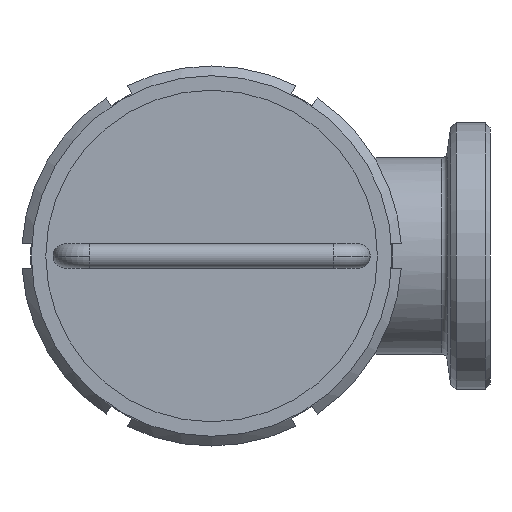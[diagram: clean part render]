
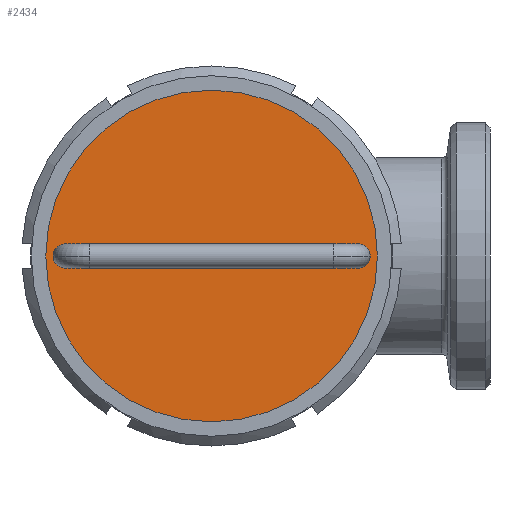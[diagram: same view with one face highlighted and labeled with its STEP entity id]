
A CAD part, left-side view. The second image highlights one B-rep face of the part: STEP entity #2434.
In plain terms, the highlighted planar face has unit normal (-1, 0, 0).
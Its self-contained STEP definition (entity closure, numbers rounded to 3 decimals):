
#179 = DIRECTION ( 'NONE',  ( 0., 1., 0. ) ) ;
#238 = DIRECTION ( 'NONE',  ( 0., 1., 0. ) ) ;
#281 = CIRCLE ( 'NONE', #2592, 5. ) ;
#406 = VERTEX_POINT ( 'NONE', #1729 ) ;
#431 = FACE_OUTER_BOUND ( 'NONE', #3269, .T. ) ;
#451 = DIRECTION ( 'NONE',  ( 1., 0., 0. ) ) ;
#473 = EDGE_CURVE ( 'NONE', #684, #406, #494, .T. ) ;
#494 = CIRCLE ( 'NONE', #916, 5. ) ;
#684 = VERTEX_POINT ( 'NONE', #1145 ) ;
#782 = EDGE_CURVE ( 'NONE', #1466, #1269, #1031, .T. ) ;
#916 = AXIS2_PLACEMENT_3D ( 'NONE', #3049, #2553, #1199 ) ;
#928 = FACE_BOUND ( 'NONE', #2892, .T. ) ;
#1004 = EDGE_CURVE ( 'NONE', #1269, #1466, #1185, .T. ) ;
#1031 = CIRCLE ( 'NONE', #2165, 68.5 ) ;
#1127 = EDGE_CURVE ( 'NONE', #2372, #1920, #1253, .T. ) ;
#1140 = DIRECTION ( 'NONE',  ( -1., 0., 0. ) ) ;
#1145 = CARTESIAN_POINT ( 'NONE',  ( -378.4, 60.5, -5. ) ) ;
#1170 = CARTESIAN_POINT ( 'NONE',  ( -378.4, 68.5, 0. ) ) ;
#1185 = CIRCLE ( 'NONE', #1621, 68.5 ) ;
#1199 = DIRECTION ( 'NONE',  ( 0., 1., 0. ) ) ;
#1211 = AXIS2_PLACEMENT_3D ( 'NONE', #2486, #451, #179 ) ;
#1228 = ORIENTED_EDGE ( 'NONE', *, *, #1127, .F. ) ;
#1253 = CIRCLE ( 'NONE', #2067, 5. ) ;
#1269 = VERTEX_POINT ( 'NONE', #1170 ) ;
#1271 = CARTESIAN_POINT ( 'NONE',  ( -378.4, 60.5, 0. ) ) ;
#1326 = DIRECTION ( 'NONE',  ( -1., 0., 0. ) ) ;
#1458 = PLANE ( 'NONE',  #1211 ) ;
#1466 = VERTEX_POINT ( 'NONE', #3051 ) ;
#1588 = EDGE_CURVE ( 'NONE', #406, #684, #281, .T. ) ;
#1614 = CARTESIAN_POINT ( 'NONE',  ( -378.4, -60.5, 0. ) ) ;
#1615 = EDGE_LOOP ( 'NONE', ( #1646, #2227 ) ) ;
#1621 = AXIS2_PLACEMENT_3D ( 'NONE', #3339, #2378, #2702 ) ;
#1646 = ORIENTED_EDGE ( 'NONE', *, *, #473, .F. ) ;
#1668 = ORIENTED_EDGE ( 'NONE', *, *, #2187, .F. ) ;
#1729 = CARTESIAN_POINT ( 'NONE',  ( -378.4, 60.5, 5. ) ) ;
#1864 = AXIS2_PLACEMENT_3D ( 'NONE', #2542, #1326, #238 ) ;
#1879 = DIRECTION ( 'NONE',  ( -1., 0., 0. ) ) ;
#1920 = VERTEX_POINT ( 'NONE', #2128 ) ;
#2067 = AXIS2_PLACEMENT_3D ( 'NONE', #1614, #1140, #2176 ) ;
#2128 = CARTESIAN_POINT ( 'NONE',  ( -378.4, -60.5, 5. ) ) ;
#2165 = AXIS2_PLACEMENT_3D ( 'NONE', #2650, #1879, #2428 ) ;
#2176 = DIRECTION ( 'NONE',  ( 0., 1., 0. ) ) ;
#2187 = EDGE_CURVE ( 'NONE', #1920, #2372, #2781, .T. ) ;
#2227 = ORIENTED_EDGE ( 'NONE', *, *, #1588, .F. ) ;
#2372 = VERTEX_POINT ( 'NONE', #3247 ) ;
#2378 = DIRECTION ( 'NONE',  ( -1., 0., 0. ) ) ;
#2428 = DIRECTION ( 'NONE',  ( 0., -1., 0. ) ) ;
#2434 = ADVANCED_FACE ( 'NONE', ( #928, #3228, #431 ), #1458, .F. ) ;
#2486 = CARTESIAN_POINT ( 'NONE',  ( -378.4, 68.5, 0. ) ) ;
#2542 = CARTESIAN_POINT ( 'NONE',  ( -378.4, -60.5, 0. ) ) ;
#2553 = DIRECTION ( 'NONE',  ( -1., 0., 0. ) ) ;
#2592 = AXIS2_PLACEMENT_3D ( 'NONE', #1271, #2882, #3340 ) ;
#2650 = CARTESIAN_POINT ( 'NONE',  ( -378.4, 0., 0. ) ) ;
#2702 = DIRECTION ( 'NONE',  ( 0., -1., 0. ) ) ;
#2781 = CIRCLE ( 'NONE', #1864, 5. ) ;
#2882 = DIRECTION ( 'NONE',  ( -1., 0., 0. ) ) ;
#2892 = EDGE_LOOP ( 'NONE', ( #1668, #1228 ) ) ;
#2977 = ORIENTED_EDGE ( 'NONE', *, *, #1004, .T. ) ;
#3049 = CARTESIAN_POINT ( 'NONE',  ( -378.4, 60.5, 0. ) ) ;
#3051 = CARTESIAN_POINT ( 'NONE',  ( -378.4, -68.5, 0. ) ) ;
#3228 = FACE_BOUND ( 'NONE', #1615, .T. ) ;
#3247 = CARTESIAN_POINT ( 'NONE',  ( -378.4, -60.5, -5. ) ) ;
#3268 = ORIENTED_EDGE ( 'NONE', *, *, #782, .T. ) ;
#3269 = EDGE_LOOP ( 'NONE', ( #3268, #2977 ) ) ;
#3339 = CARTESIAN_POINT ( 'NONE',  ( -378.4, 0., 0. ) ) ;
#3340 = DIRECTION ( 'NONE',  ( 0., 1., 0. ) ) ;
